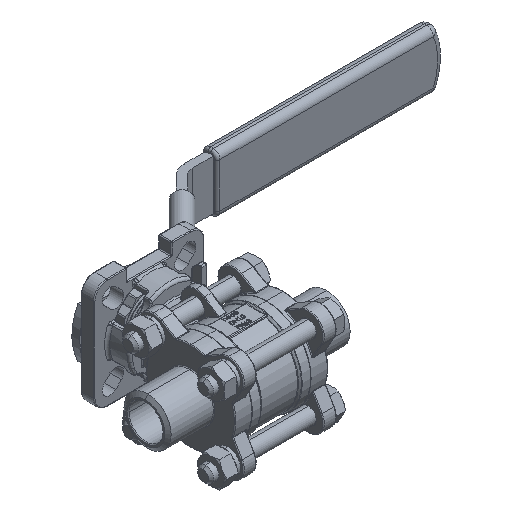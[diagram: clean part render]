
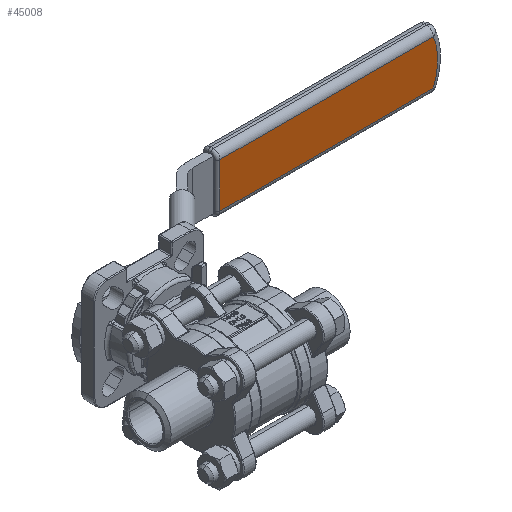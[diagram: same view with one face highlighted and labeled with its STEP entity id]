
A CAD part, isometric view. The second image highlights one B-rep face of the part: STEP entity #45008.
In plain terms, the highlighted planar face has unit normal (0, -1, 0).
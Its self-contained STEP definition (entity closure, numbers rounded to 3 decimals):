
#18 = DIRECTION ( 'NONE',  ( -1., 0., 0. ) ) ;
#81 = VECTOR ( 'NONE', #44027, 1000. ) ;
#300 = VERTEX_POINT ( 'NONE', #24161 ) ;
#2930 = CARTESIAN_POINT ( 'NONE',  ( 140.449, 64., -8.5 ) ) ;
#4428 = CARTESIAN_POINT ( 'NONE',  ( 57.485, 64., 11. ) ) ;
#7321 = EDGE_LOOP ( 'NONE', ( #31126, #33285, #22594, #50755 ) ) ;
#8476 = CARTESIAN_POINT ( 'NONE',  ( 143., 64., 8.5 ) ) ;
#10923 = EDGE_CURVE ( 'NONE', #300, #13507, #13380, .T. ) ;
#13380 = LINE ( 'NONE', #8476, #33710 ) ;
#13507 = VERTEX_POINT ( 'NONE', #56901 ) ;
#17171 = AXIS2_PLACEMENT_3D ( 'NONE', #55758, #50765, #18 ) ;
#18033 = VERTEX_POINT ( 'NONE', #71106 ) ;
#20599 = LINE ( 'NONE', #4428, #81 ) ;
#22594 = ORIENTED_EDGE ( 'NONE', *, *, #37438, .T. ) ;
#23242 = DIRECTION ( 'NONE',  ( -1., 0., 0. ) ) ;
#24161 = CARTESIAN_POINT ( 'NONE',  ( 138.832, 64., 8.5 ) ) ;
#26103 = DIRECTION ( 'NONE',  ( -1., 0., 0. ) ) ;
#31126 = ORIENTED_EDGE ( 'NONE', *, *, #31476, .T. ) ;
#31476 = EDGE_CURVE ( 'NONE', #13507, #18033, #20599, .T. ) ;
#33285 = ORIENTED_EDGE ( 'NONE', *, *, #57660, .T. ) ;
#33710 = VECTOR ( 'NONE', #26103, 1000. ) ;
#34060 = CARTESIAN_POINT ( 'NONE',  ( 143., 64., 11. ) ) ;
#36399 = DIRECTION ( 'NONE',  ( 1., 0., 0. ) ) ;
#37438 = EDGE_CURVE ( 'NONE', #38757, #300, #43042, .T. ) ;
#38757 = VERTEX_POINT ( 'NONE', #40300 ) ;
#40300 = CARTESIAN_POINT ( 'NONE',  ( 138.832, 64., -8.5 ) ) ;
#43042 = CIRCLE ( 'NONE', #17171, 22.5 ) ;
#44027 = DIRECTION ( 'NONE',  ( 0., 0., -1. ) ) ;
#45008 = ADVANCED_FACE ( 'NONE', ( #52852 ), #62205, .F. ) ;
#50755 = ORIENTED_EDGE ( 'NONE', *, *, #10923, .T. ) ;
#50765 = DIRECTION ( 'NONE',  ( 0., -1., 0. ) ) ;
#52852 = FACE_OUTER_BOUND ( 'NONE', #7321, .T. ) ;
#55758 = CARTESIAN_POINT ( 'NONE',  ( 117.999, 64., 0. ) ) ;
#56901 = CARTESIAN_POINT ( 'NONE',  ( 57.485, 64., 8.5 ) ) ;
#57042 = DIRECTION ( 'NONE',  ( 0., 1., 0. ) ) ;
#57660 = EDGE_CURVE ( 'NONE', #18033, #38757, #62003, .T. ) ;
#61093 = AXIS2_PLACEMENT_3D ( 'NONE', #34060, #57042, #23242 ) ;
#62003 = LINE ( 'NONE', #2930, #65569 ) ;
#62205 = PLANE ( 'NONE',  #61093 ) ;
#65569 = VECTOR ( 'NONE', #36399, 1000. ) ;
#71106 = CARTESIAN_POINT ( 'NONE',  ( 57.485, 64., -8.5 ) ) ;
